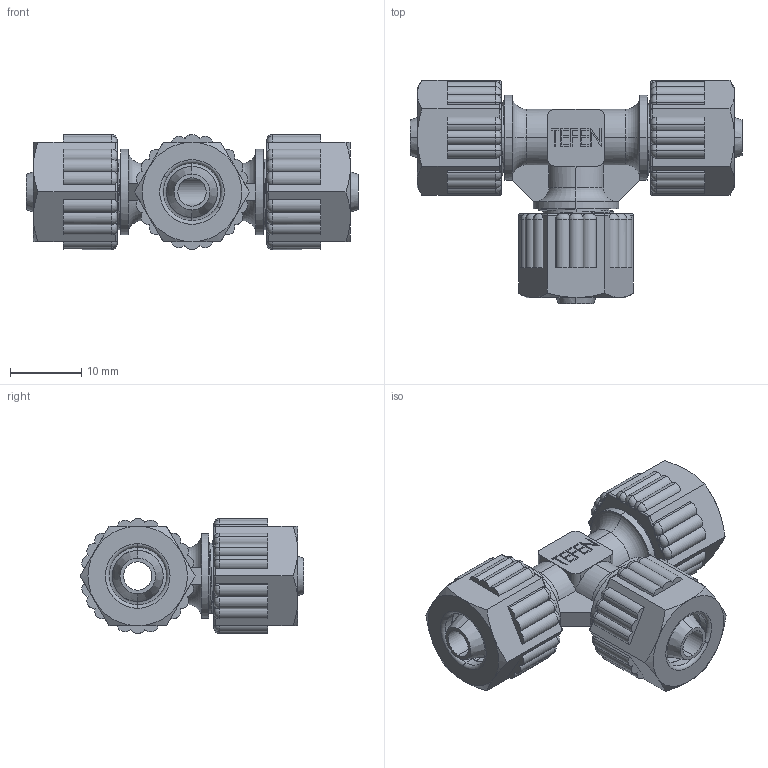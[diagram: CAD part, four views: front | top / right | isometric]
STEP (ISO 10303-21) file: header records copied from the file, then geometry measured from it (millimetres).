
FILE_DESCRIPTION (( 'STEP AP214' ), '1' );
FILE_NAME ('22046448488.STEP', '2020-05-20T07:28:13', ( '' ), ( '' ), 'SwSTEP 2.0', 'SolidWorks 2019', '' );
FILE_SCHEMA (( 'AUTOMOTIVE_DESIGN' ));
Length unit declared in the file: millimetre
Products named in the file (1): 22046448488
Bounding box: 46.75 x 31.46 x 16.2 mm (x, y, z)
Volume: 6913.2 mm3; surface area: 7829.5 mm2
Topology: 4 solids, 4 shells, 725 faces, 1905 edges, 1199 vertices
Faces by surface type: cylinder 297, plane 189, torus 159, cone 48, bspline 32
Entity records: 35787 total; most frequent: CARTESIAN_POINT 10846, ORIENTED_EDGE 3798, DIRECTION 3350, EDGE_CURVE 1899, AXIS2_PLACEMENT_3D 1328, VERTEX_POINT 1199, EDGE_LOOP 752, UNCERTAINTY_MEASURE_WITH_UNIT 731
